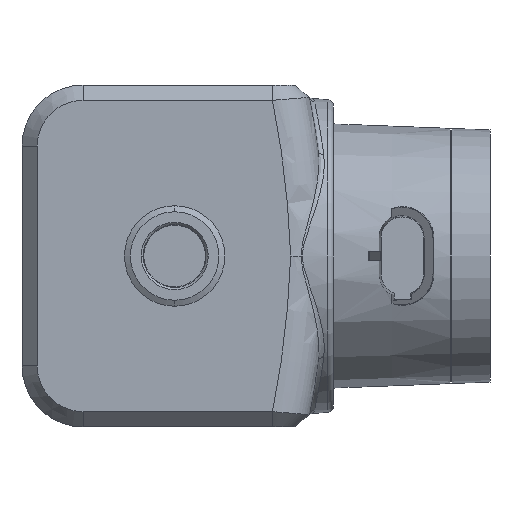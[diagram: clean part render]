
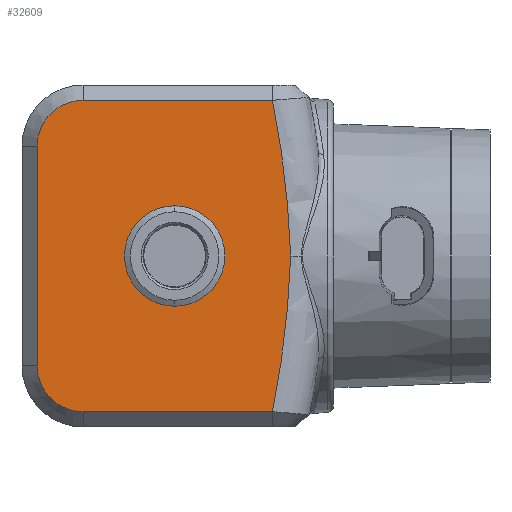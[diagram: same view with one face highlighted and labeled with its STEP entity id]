
A CAD part, front view. The second image highlights one B-rep face of the part: STEP entity #32609.
In plain terms, the highlighted planar face has unit normal (0, -1, 0).
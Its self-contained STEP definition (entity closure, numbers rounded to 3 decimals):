
#3600 = VERTEX_POINT ( 'NONE', #65084 ) ;
#3601 = VERTEX_POINT ( 'NONE', #65086 ) ;
#3612 = VERTEX_POINT ( 'NONE', #65096 ) ;
#3613 = VERTEX_POINT ( 'NONE', #65097 ) ;
#3620 = VERTEX_POINT ( 'NONE', #65103 ) ;
#3629 = VERTEX_POINT ( 'NONE', #65106 ) ;
#3642 = VERTEX_POINT ( 'NONE', #65114 ) ;
#6486 = ORIENTED_EDGE ( 'NONE', *, *, #60007, .F. ) ;
#6769 = ORIENTED_EDGE ( 'NONE', *, *, #11419, .T. ) ;
#7071 = ORIENTED_EDGE ( 'NONE', *, *, #11401, .T. ) ;
#11140 = CARTESIAN_POINT ( 'NONE',  ( -30., -52.5, -36. ) ) ;
#11141 = DIRECTION ( 'NONE',  ( 0., 1., 0. ) ) ;
#11142 = DIRECTION ( 'NONE',  ( -1., 0., 0. ) ) ;
#11231 = CARTESIAN_POINT ( 'NONE',  ( -274.811, -52.5, -10.644 ) ) ;
#11232 = DIRECTION ( 'NONE',  ( 0., -1., 0. ) ) ;
#11233 = DIRECTION ( 'NONE',  ( -1., 0., 0. ) ) ;
#11310 = EDGE_CURVE ( 'NONE', #3629, #3612, #53004, .T. ) ;
#11401 = EDGE_CURVE ( 'NONE', #3613, #3601, #37810, .T. ) ;
#11419 = EDGE_CURVE ( 'NONE', #3612, #3613, #50217, .T. ) ;
#12964 = LINE ( 'NONE', #12965, #49892 ) ;
#12965 = CARTESIAN_POINT ( 'NONE',  ( -50., -52.5, -51. ) ) ;
#12975 = DIRECTION ( 'NONE',  ( -1., 0., 0. ) ) ;
#13128 = CARTESIAN_POINT ( 'NONE',  ( -274.811, -52.5, 10.644 ) ) ;
#13129 = DIRECTION ( 'NONE',  ( 0., 1., 0. ) ) ;
#13130 = DIRECTION ( 'NONE',  ( -1., 0., 0. ) ) ;
#19309 = EDGE_LOOP ( 'NONE', ( #6769, #7071, #53469, #6486, #53397, #53396, #53551 ) ) ;
#28407 = AXIS2_PLACEMENT_3D ( 'NONE', #42057, #42058, #42059 ) ;
#32609 = ADVANCED_FACE ( 'NONE', ( #41960 ), #42047, .T. ) ;
#37694 = CARTESIAN_POINT ( 'NONE',  ( -45., -52.5, 56. ) ) ;
#37810 = LINE ( 'NONE', #37694, #50172 ) ;
#37815 = DIRECTION ( 'NONE',  ( 0., 0., -1. ) ) ;
#39515 = AXIS2_PLACEMENT_3D ( 'NONE', #11231, #11232, #11233 ) ;
#39532 = CIRCLE ( 'NONE', #39515, 312.985 ) ;
#39572 = CIRCLE ( 'NONE', #39578, 15. ) ;
#39578 = AXIS2_PLACEMENT_3D ( 'NONE', #11140, #11141, #11142 ) ;
#41960 = FACE_OUTER_BOUND ( 'NONE', #19309, .T. ) ;
#42047 = PLANE ( 'NONE',  #28407 ) ;
#42057 = CARTESIAN_POINT ( 'NONE',  ( -50., -52.5, 56. ) ) ;
#42058 = DIRECTION ( 'NONE',  ( 0., -1., 0. ) ) ;
#42059 = DIRECTION ( 'NONE',  ( -1., 0., 0. ) ) ;
#49856 = CIRCLE ( 'NONE', #49869, 312.985 ) ;
#49869 = AXIS2_PLACEMENT_3D ( 'NONE', #13128, #13129, #13130 ) ;
#49892 = VECTOR ( 'NONE', #12975, 1000. ) ;
#50172 = VECTOR ( 'NONE', #37815, 1000. ) ;
#50217 = CIRCLE ( 'NONE', #50219, 15. ) ;
#50219 = AXIS2_PLACEMENT_3D ( 'NONE', #51308, #51309, #51310 ) ;
#51308 = CARTESIAN_POINT ( 'NONE',  ( -30., -52.5, 36. ) ) ;
#51309 = DIRECTION ( 'NONE',  ( 0., -1., 0. ) ) ;
#51310 = DIRECTION ( 'NONE',  ( -1., 0., 0. ) ) ;
#52710 = CARTESIAN_POINT ( 'NONE',  ( -50., -52.5, 51. ) ) ;
#53004 = LINE ( 'NONE', #52710, #61141 ) ;
#53014 = DIRECTION ( 'NONE',  ( -1., 0., 0. ) ) ;
#53396 = ORIENTED_EDGE ( 'NONE', *, *, #59815, .T. ) ;
#53397 = ORIENTED_EDGE ( 'NONE', *, *, #60182, .F. ) ;
#53469 = ORIENTED_EDGE ( 'NONE', *, *, #59755, .F. ) ;
#53551 = ORIENTED_EDGE ( 'NONE', *, *, #11310, .T. ) ;
#59755 = EDGE_CURVE ( 'NONE', #3600, #3601, #39572, .T. ) ;
#59815 = EDGE_CURVE ( 'NONE', #3642, #3629, #39532, .T. ) ;
#60007 = EDGE_CURVE ( 'NONE', #3620, #3600, #12964, .T. ) ;
#60182 = EDGE_CURVE ( 'NONE', #3642, #3620, #49856, .T. ) ;
#61141 = VECTOR ( 'NONE', #53014, 1000. ) ;
#65084 = CARTESIAN_POINT ( 'NONE',  ( -30., -52.5, -51. ) ) ;
#65086 = CARTESIAN_POINT ( 'NONE',  ( -45., -52.5, -36. ) ) ;
#65096 = CARTESIAN_POINT ( 'NONE',  ( -30., -52.5, 51. ) ) ;
#65097 = CARTESIAN_POINT ( 'NONE',  ( -45., -52.5, 36. ) ) ;
#65103 = CARTESIAN_POINT ( 'NONE',  ( 32.044, -52.5, -51. ) ) ;
#65106 = CARTESIAN_POINT ( 'NONE',  ( 32.044, -52.5, 51. ) ) ;
#65114 = CARTESIAN_POINT ( 'NONE',  ( 37.993, -52.5, 0. ) ) ;
